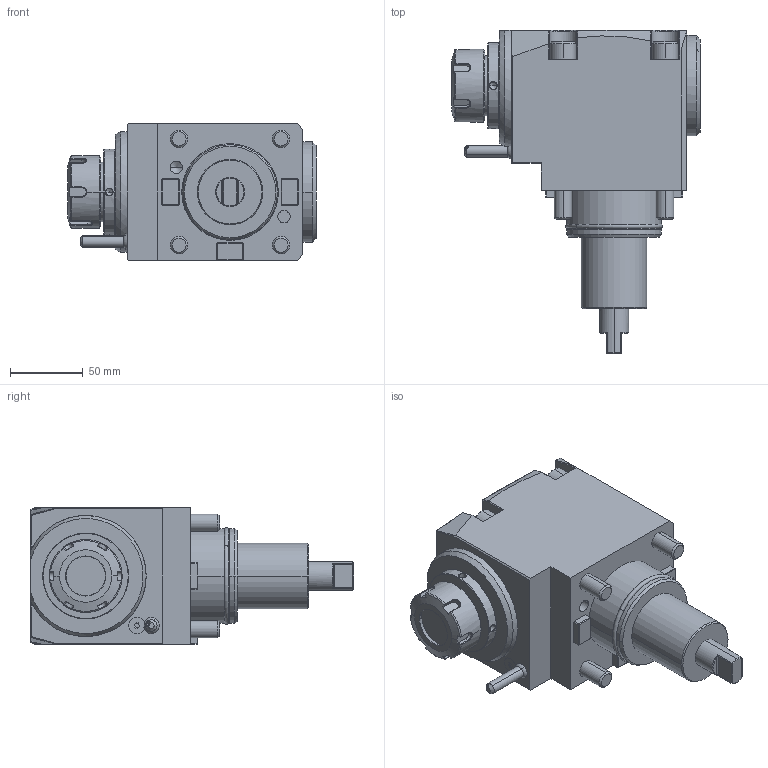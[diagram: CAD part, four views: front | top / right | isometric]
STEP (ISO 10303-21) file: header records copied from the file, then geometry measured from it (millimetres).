
FILE_DESCRIPTION((''),'2;1');
FILE_NAME('NGT2_65_201_32_1_3_72_DO','2023-05-16T',('vali'),('NOVA GRUP'),'PRO/ENGINEER BY PARAMETRIC TECHNOLOGY CORPORATION, 2010280','PRO/ENGINEER BY PARAMETRIC TECHNOLOGY CORPORATION, 2010280','');
FILE_SCHEMA(('CONFIG_CONTROL_DESIGN'));
Length unit declared in the file: millimetre
Products named in the file (1): NGT2_65_201_32_1_3_72_DO
Bounding box: 170.3 x 222 x 94 mm (x, y, z)
Volume: 1529745.7 mm3; surface area: 110492.7 mm2
Topology: 1 solids, 1 shells, 441 faces, 1081 edges, 673 vertices
Faces by surface type: plane 217, cylinder 110, cone 58, bspline 34, torus 20, sphere 2
Entity records: 17209 total; most frequent: CARTESIAN_POINT 7260, ORIENTED_EDGE 2158, DIRECTION 1850, EDGE_CURVE 1079, VERTEX_POINT 673, VECTOR 618, LINE 618, AXIS2_PLACEMENT_3D 616
